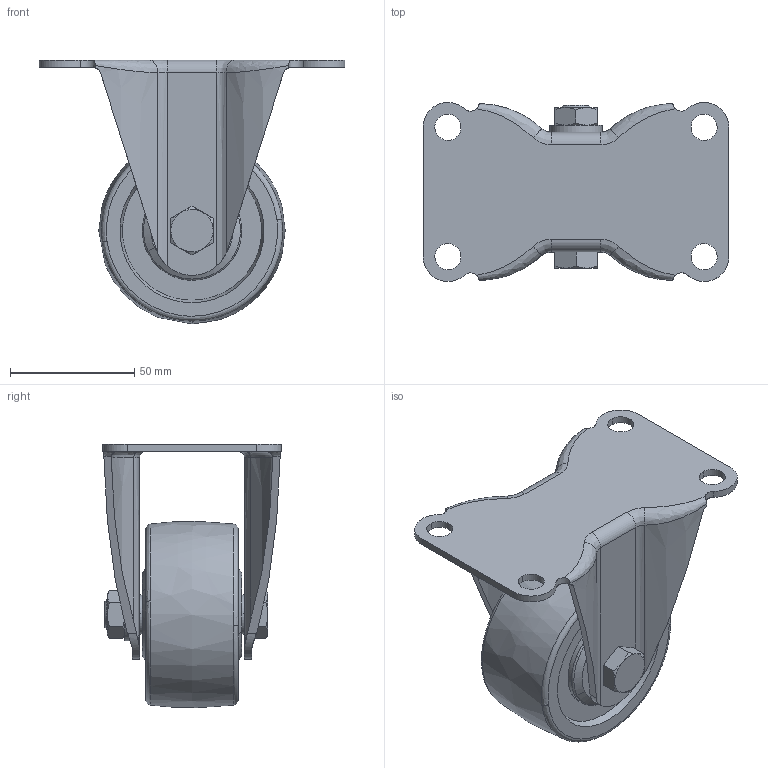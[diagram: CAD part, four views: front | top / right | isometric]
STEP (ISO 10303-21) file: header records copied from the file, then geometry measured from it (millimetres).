
FILE_DESCRIPTION((''),'2;1');
FILE_NAME('','2009-03-19T15:12:01',(''),(''),'','CADfix','');
FILE_SCHEMA(('AUTOMOTIVE_DESIGN { 1 0 10303 214 1 1 1 1 }'));
Length unit declared in the file: millimetre
Bounding box: 123 x 71.98 x 105.99 mm (x, y, z)
Volume: 205494.8 mm3; surface area: 56939.5 mm2
Topology: 3 solids, 3 shells, 156 faces, 462 edges, 322 vertices
Faces by surface type: bspline 156
Entity records: 6622 total; most frequent: CARTESIAN_POINT 4108, ORIENTED_EDGE 924, EDGE_CURVE 462, VERTEX_POINT 322, EDGE_LOOP 180, FACE_OUTER_BOUND 156, ADVANCED_FACE 156, QUASI_UNIFORM_CURVE 116
